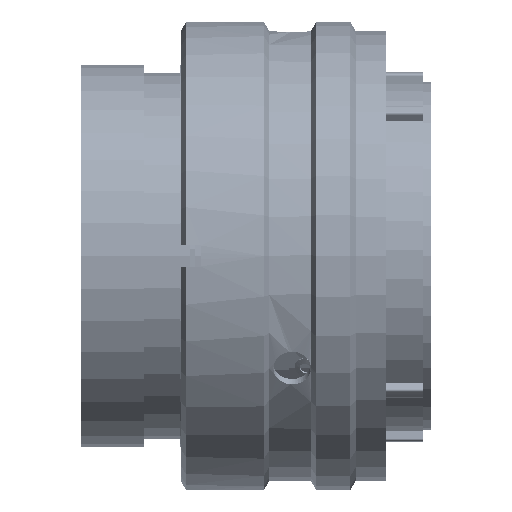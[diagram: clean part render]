
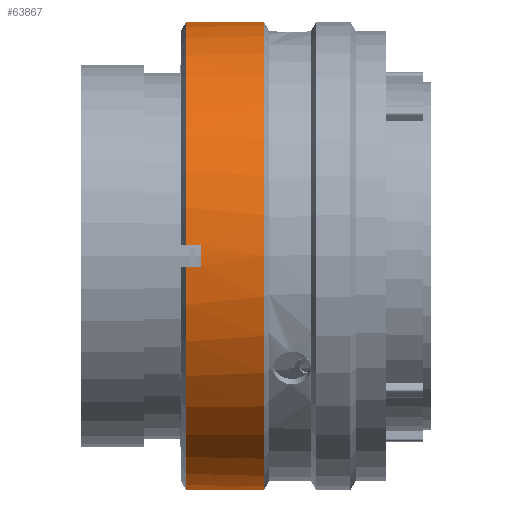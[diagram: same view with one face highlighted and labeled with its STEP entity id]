
A CAD part, front view. The second image highlights one B-rep face of the part: STEP entity #63867.
In plain terms, the highlighted cylindrical face has radius 22.25 mm (diameter 44.5 mm), a partial arc.
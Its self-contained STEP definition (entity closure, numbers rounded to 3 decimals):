
#208 = DIRECTION ( 'NONE',  ( 1., 0., 0. ) ) ;
#2641 = CARTESIAN_POINT ( 'NONE',  ( 11.42, 0., -22.25 ) ) ;
#2972 = VERTEX_POINT ( 'NONE', #114895 ) ;
#4450 = ORIENTED_EDGE ( 'NONE', *, *, #78866, .T. ) ;
#5108 = DIRECTION ( 'NONE',  ( 1., 0., 0. ) ) ;
#6044 = CIRCLE ( 'NONE', #73762, 22.25 ) ;
#7766 = VECTOR ( 'NONE', #127183, 1000. ) ;
#10440 = DIRECTION ( 'NONE',  ( 1., 0., 0. ) ) ;
#11279 = VERTEX_POINT ( 'NONE', #66841 ) ;
#14330 = CARTESIAN_POINT ( 'NONE',  ( 11.42, 0., 0. ) ) ;
#16814 = VECTOR ( 'NONE', #5108, 1000. ) ;
#17814 = DIRECTION ( 'NONE',  ( 0., 0., 1. ) ) ;
#23498 = ORIENTED_EDGE ( 'NONE', *, *, #121669, .T. ) ;
#24674 = DIRECTION ( 'NONE',  ( 1., 0., 0. ) ) ;
#25766 = DIRECTION ( 'NONE',  ( -1., 0., 0. ) ) ;
#29958 = DIRECTION ( 'NONE',  ( 0., 0., -1. ) ) ;
#31370 = EDGE_CURVE ( 'NONE', #151613, #189306, #180192, .T. ) ;
#32237 = AXIS2_PLACEMENT_3D ( 'NONE', #195201, #10440, #55892 ) ;
#33820 = ORIENTED_EDGE ( 'NONE', *, *, #75449, .F. ) ;
#33946 = VECTOR ( 'NONE', #25766, 1000. ) ;
#34786 = ORIENTED_EDGE ( 'NONE', *, *, #37073, .T. ) ;
#35073 = ORIENTED_EDGE ( 'NONE', *, *, #182177, .T. ) ;
#37073 = EDGE_CURVE ( 'NONE', #62632, #2972, #107576, .T. ) ;
#40649 = EDGE_CURVE ( 'NONE', #151613, #61421, #199525, .T. ) ;
#41163 = CARTESIAN_POINT ( 'NONE',  ( 17.44, 0., 0. ) ) ;
#47204 = CARTESIAN_POINT ( 'NONE',  ( 11.42, 0., 0. ) ) ;
#47931 = CYLINDRICAL_SURFACE ( 'NONE', #90568, 22.25 ) ;
#48274 = CIRCLE ( 'NONE', #32237, 22.25 ) ;
#48560 = VERTEX_POINT ( 'NONE', #191408 ) ;
#49455 = ORIENTED_EDGE ( 'NONE', *, *, #137756, .T. ) ;
#52845 = CARTESIAN_POINT ( 'NONE',  ( 10.02, -22.228, 1. ) ) ;
#53023 = CARTESIAN_POINT ( 'NONE',  ( 10.02, 0., 0. ) ) ;
#55789 = CARTESIAN_POINT ( 'NONE',  ( 11.42, -22.228, 1. ) ) ;
#55892 = DIRECTION ( 'NONE',  ( 0., 0., -1. ) ) ;
#57849 = DIRECTION ( 'NONE',  ( 0., 0., 1. ) ) ;
#61421 = VERTEX_POINT ( 'NONE', #119814 ) ;
#61669 = ORIENTED_EDGE ( 'NONE', *, *, #139876, .T. ) ;
#62632 = VERTEX_POINT ( 'NONE', #55789 ) ;
#63867 = ADVANCED_FACE ( 'NONE', ( #188303 ), #47931, .T. ) ;
#66841 = CARTESIAN_POINT ( 'NONE',  ( 10.02, -1., -22.228 ) ) ;
#69499 = AXIS2_PLACEMENT_3D ( 'NONE', #41163, #136148, #29958 ) ;
#71581 = DIRECTION ( 'NONE',  ( 1., 0., 0. ) ) ;
#73762 = AXIS2_PLACEMENT_3D ( 'NONE', #53023, #24674, #99468 ) ;
#74526 = VERTEX_POINT ( 'NONE', #2641 ) ;
#75449 = EDGE_CURVE ( 'NONE', #61421, #96188, #114621, .T. ) ;
#76064 = CIRCLE ( 'NONE', #124483, 22.25 ) ;
#77596 = CARTESIAN_POINT ( 'NONE',  ( 10.02, -1., 22.228 ) ) ;
#77669 = LINE ( 'NONE', #167523, #189076 ) ;
#78866 = EDGE_CURVE ( 'NONE', #123269, #62632, #77669, .T. ) ;
#79225 = CARTESIAN_POINT ( 'NONE',  ( 29.07, 0., 0. ) ) ;
#79757 = LINE ( 'NONE', #80786, #7766 ) ;
#79994 = ORIENTED_EDGE ( 'NONE', *, *, #105307, .T. ) ;
#80549 = ORIENTED_EDGE ( 'NONE', *, *, #40649, .F. ) ;
#80786 = CARTESIAN_POINT ( 'NONE',  ( 29.07, -1., 22.228 ) ) ;
#86184 = EDGE_CURVE ( 'NONE', #11279, #96239, #134131, .T. ) ;
#90568 = AXIS2_PLACEMENT_3D ( 'NONE', #79225, #107585, #153964 ) ;
#91630 = DIRECTION ( 'NONE',  ( 1., 0., 0. ) ) ;
#92428 = CARTESIAN_POINT ( 'NONE',  ( 29.07, 0., 22.25 ) ) ;
#96188 = VERTEX_POINT ( 'NONE', #169369 ) ;
#96239 = VERTEX_POINT ( 'NONE', #112789 ) ;
#97629 = VECTOR ( 'NONE', #91630, 1000. ) ;
#99468 = DIRECTION ( 'NONE',  ( 0., 0., -1. ) ) ;
#105307 = EDGE_CURVE ( 'NONE', #2972, #48560, #195435, .T. ) ;
#107576 = CIRCLE ( 'NONE', #123551, 22.25 ) ;
#107585 = DIRECTION ( 'NONE',  ( 1., 0., 0. ) ) ;
#108818 = DIRECTION ( 'NONE',  ( 1., 0., 0. ) ) ;
#112193 = CARTESIAN_POINT ( 'NONE',  ( 29.07, 0., -22.25 ) ) ;
#112789 = CARTESIAN_POINT ( 'NONE',  ( 11.42, -1., -22.228 ) ) ;
#114621 = CIRCLE ( 'NONE', #69499, 22.25 ) ;
#114895 = CARTESIAN_POINT ( 'NONE',  ( 11.42, -22.228, -1. ) ) ;
#119785 = DIRECTION ( 'NONE',  ( 1., 0., 0. ) ) ;
#119814 = CARTESIAN_POINT ( 'NONE',  ( 17.44, 0., 22.25 ) ) ;
#121669 = EDGE_CURVE ( 'NONE', #74526, #96188, #127308, .T. ) ;
#123269 = VERTEX_POINT ( 'NONE', #52845 ) ;
#123551 = AXIS2_PLACEMENT_3D ( 'NONE', #14330, #208, #57849 ) ;
#124483 = AXIS2_PLACEMENT_3D ( 'NONE', #47204, #108818, #17814 ) ;
#127183 = DIRECTION ( 'NONE',  ( -1., 0., 0. ) ) ;
#127308 = LINE ( 'NONE', #112193, #16814 ) ;
#128830 = EDGE_LOOP ( 'NONE', ( #80549, #196619, #61669, #49455, #4450, #34786, #79994, #35073, #188222, #175039, #23498, #33820 ) ) ;
#133234 = CARTESIAN_POINT ( 'NONE',  ( 11.42, 0., 0. ) ) ;
#134131 = LINE ( 'NONE', #195689, #97629 ) ;
#136148 = DIRECTION ( 'NONE',  ( 1., 0., 0. ) ) ;
#137756 = EDGE_CURVE ( 'NONE', #176487, #123269, #6044, .T. ) ;
#139876 = EDGE_CURVE ( 'NONE', #189306, #176487, #79757, .T. ) ;
#147530 = VECTOR ( 'NONE', #119785, 1000. ) ;
#149335 = DIRECTION ( 'NONE',  ( 0., 0., 1. ) ) ;
#151613 = VERTEX_POINT ( 'NONE', #197818 ) ;
#153964 = DIRECTION ( 'NONE',  ( 0., 0., -1. ) ) ;
#166539 = DIRECTION ( 'NONE',  ( 1., 0., 0. ) ) ;
#167287 = AXIS2_PLACEMENT_3D ( 'NONE', #133234, #71581, #149335 ) ;
#167523 = CARTESIAN_POINT ( 'NONE',  ( 29.07, -22.228, 1. ) ) ;
#169369 = CARTESIAN_POINT ( 'NONE',  ( 17.44, 0., -22.25 ) ) ;
#174173 = EDGE_CURVE ( 'NONE', #96239, #74526, #76064, .T. ) ;
#175039 = ORIENTED_EDGE ( 'NONE', *, *, #174173, .T. ) ;
#176487 = VERTEX_POINT ( 'NONE', #77596 ) ;
#179944 = CARTESIAN_POINT ( 'NONE',  ( 11.42, -1., 22.228 ) ) ;
#180192 = CIRCLE ( 'NONE', #167287, 22.25 ) ;
#182177 = EDGE_CURVE ( 'NONE', #48560, #11279, #48274, .T. ) ;
#188222 = ORIENTED_EDGE ( 'NONE', *, *, #86184, .T. ) ;
#188303 = FACE_OUTER_BOUND ( 'NONE', #128830, .T. ) ;
#189076 = VECTOR ( 'NONE', #166539, 1000. ) ;
#189306 = VERTEX_POINT ( 'NONE', #179944 ) ;
#191408 = CARTESIAN_POINT ( 'NONE',  ( 10.02, -22.228, -1. ) ) ;
#193448 = CARTESIAN_POINT ( 'NONE',  ( 29.07, -22.228, -1. ) ) ;
#195201 = CARTESIAN_POINT ( 'NONE',  ( 10.02, 0., 0. ) ) ;
#195435 = LINE ( 'NONE', #193448, #33946 ) ;
#195689 = CARTESIAN_POINT ( 'NONE',  ( 29.07, -1., -22.228 ) ) ;
#196619 = ORIENTED_EDGE ( 'NONE', *, *, #31370, .T. ) ;
#197818 = CARTESIAN_POINT ( 'NONE',  ( 11.42, 0., 22.25 ) ) ;
#199525 = LINE ( 'NONE', #92428, #147530 ) ;
